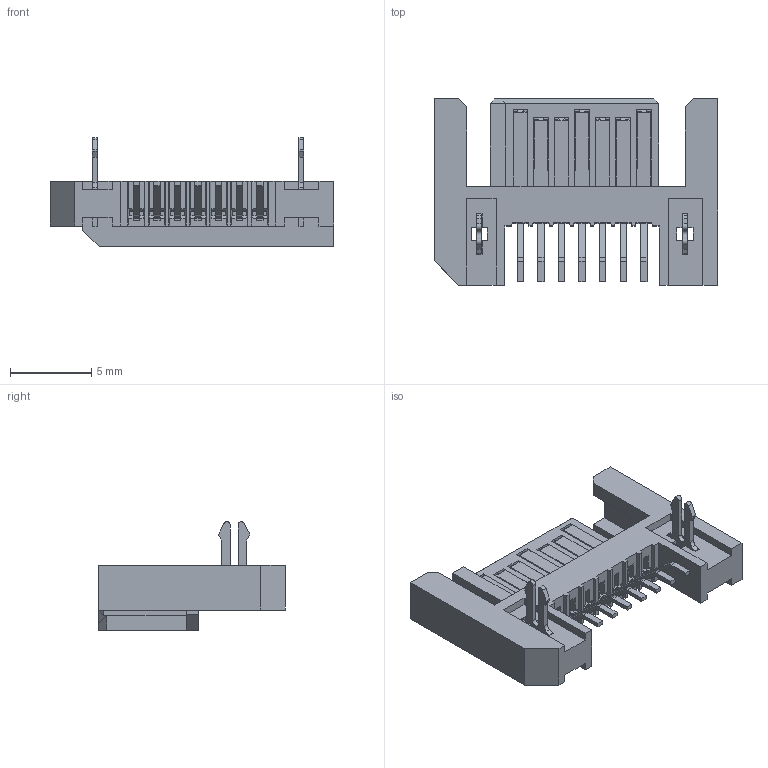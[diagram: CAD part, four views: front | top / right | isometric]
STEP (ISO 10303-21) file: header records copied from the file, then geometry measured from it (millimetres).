
FILE_DESCRIPTION(('STEP AP214'),'1');
FILE_NAME('5607-4200-sh-01.stp','2015-11-12T14:59:58',('TraceParts'),('TraceParts S.A.'),'Spatial InterOp 3D',' ',' ');
FILE_SCHEMA(('automotive_design'));
Length unit declared in the file: millimetre
Products named in the file (1): a0p7C1B2zvky
Bounding box: 17.47 x 11.5 x 6.7 mm (x, y, z)
Volume: 299.1 mm3; surface area: 885.1 mm2
Topology: 1 solids, 1 shells, 772 faces, 2344 edges, 1530 vertices
Faces by surface type: plane 650, cylinder 122
Entity records: 25957 total; most frequent: ORIENTED_EDGE 4688, CARTESIAN_POINT 4647, DIRECTION 4152, EDGE_CURVE 2344, LINE 2082, VECTOR 2082, VERTEX_POINT 1530, AXIS2_PLACEMENT_3D 1035
